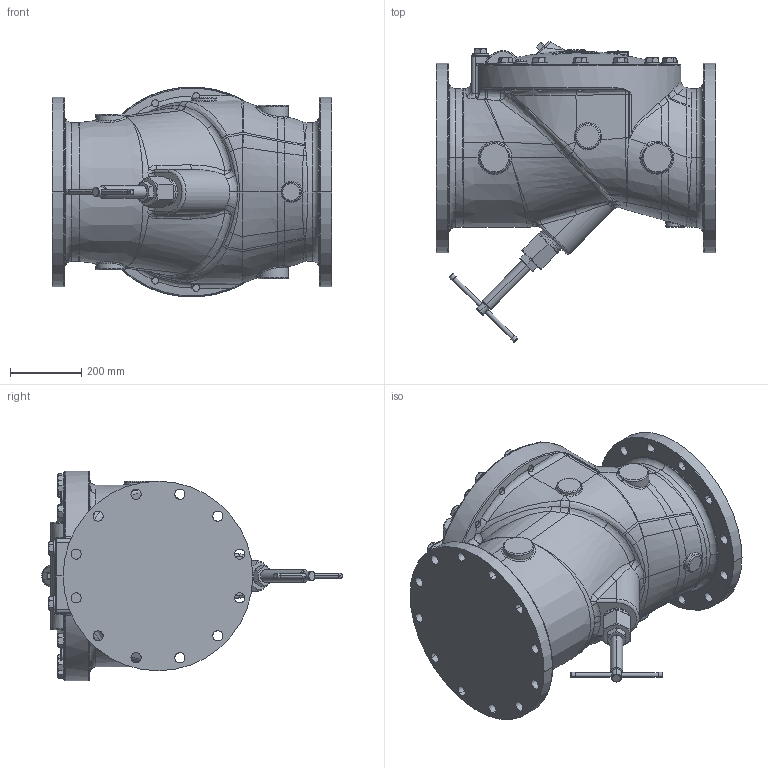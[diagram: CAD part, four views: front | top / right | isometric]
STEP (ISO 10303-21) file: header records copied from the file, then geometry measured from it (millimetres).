
FILE_DESCRIPTION((''),'2;1');
FILE_NAME('514ABF_SW0001','2023-11-01T09:33:13',('jlesh'),(''),'CREO PARAMETRIC BY PTC INC, 2023072','CREO PARAMETRIC BY PTC INC, 2023072','');
FILE_SCHEMA(('AUTOMOTIVE_DESIGN { 1 0 10303 214 1 1 1 1 }'));
Length unit declared in the file: inch
Products named in the file (1): 514ABF_SW0001
Bounding box: 787.4 x 845.4 x 590.44 mm (x, y, z)
Volume: 141276291 mm3; surface area: 2234348.4 mm2
Topology: 1 solids, 2 shells, 992 faces, 2289 edges, 1353 vertices
Faces by surface type: bspline 299, plane 212, cylinder 190, torus 154, cone 118, sphere 17, extrusion 2
Entity records: 69394 total; most frequent: CARTESIAN_POINT 42895, ORIENTED_EDGE 4562, DIRECTION 3831, EDGE_CURVE 2281, AXIS2_PLACEMENT_3D 1678, VERTEX_POINT 1353, COLOUR_RGB 1332, EDGE_LOOP 1102
